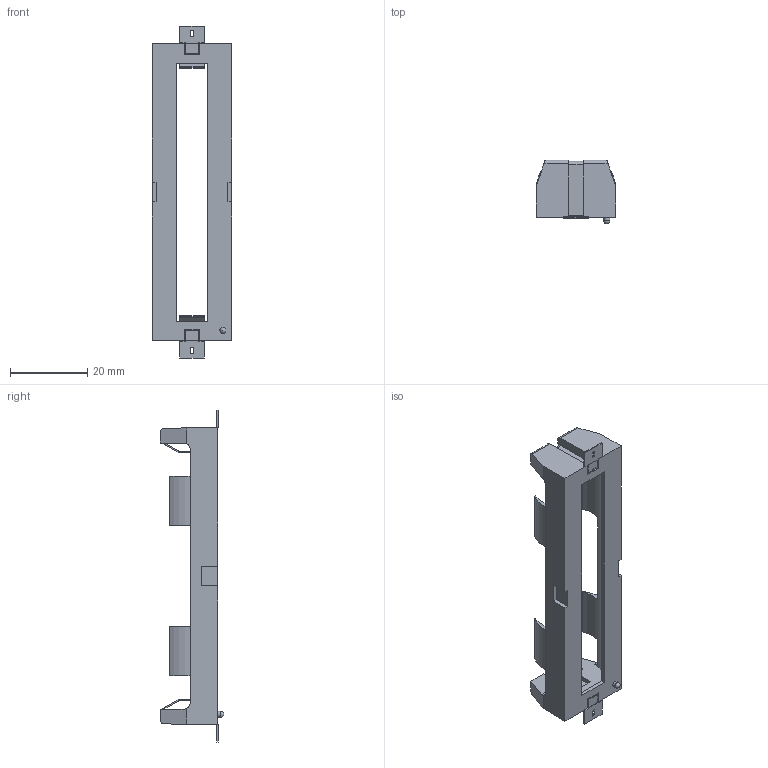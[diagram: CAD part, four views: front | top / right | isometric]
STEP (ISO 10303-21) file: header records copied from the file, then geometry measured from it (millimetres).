
FILE_DESCRIPTION(/* description */ (''),/* implementation_level */ '2;1');
FILE_NAME(/* name */ '18650_SMD_Holder.step',/* time_stamp */ '2021-11-20T13:10:12+02:00',/* author */ (''),/* organization */ (''),/* preprocessor_version */ 'ST-DEVELOPER v18.1',/* originating_system */ 'Autodesk Translation Framework v10.10.0.1391',/* authorisation */ '');
FILE_SCHEMA (('AUTOMOTIVE_DESIGN { 1 0 10303 214 3 1 1 }'));
Length unit declared in the file: millimetre
Products named in the file (1): 18650 1PCS Holder
Bounding box: 20.65 x 16.43 x 86 mm (x, y, z)
Volume: 5558 mm3; surface area: 6240.1 mm2
Topology: 3 solids, 3 shells, 152 faces, 422 edges, 276 vertices
Faces by surface type: plane 124, cylinder 27, sphere 1
Full cylindrical faces by diameter (mm): 1.575 x1
Entity records: 4882 total; most frequent: CARTESIAN_POINT 886, ORIENTED_EDGE 842, DIRECTION 787, EDGE_CURVE 421, LINE 353, VECTOR 353, VERTEX_POINT 276, AXIS2_PLACEMENT_3D 217
